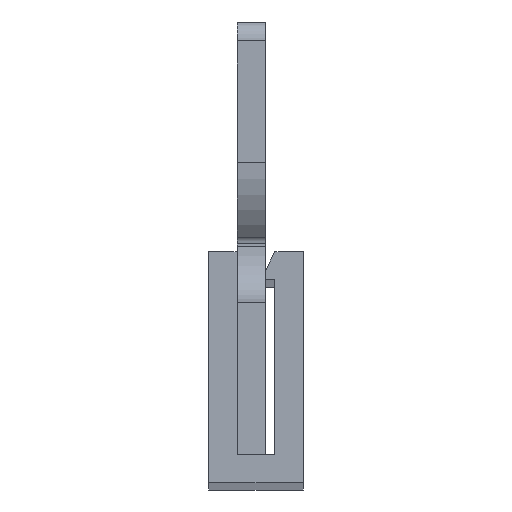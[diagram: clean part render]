
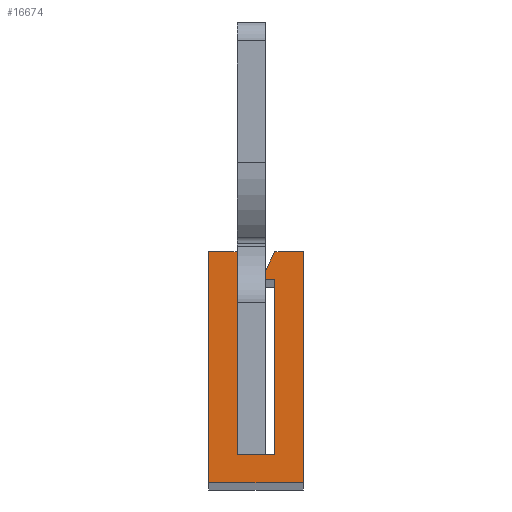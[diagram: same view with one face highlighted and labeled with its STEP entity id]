
A CAD part, top view. The second image highlights one B-rep face of the part: STEP entity #16674.
In plain terms, the highlighted planar face has unit normal (0, 0, 1).
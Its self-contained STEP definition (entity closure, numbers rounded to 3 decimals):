
#15085=DIRECTION('',(-1.,0.,0.));
#15086=VECTOR('',#15085,5.);
#15087=CARTESIAN_POINT('',(5.,0.,0.));
#15088=LINE('',#15087,#15086);
#15092=DIRECTION('',(0.,1.,0.));
#15093=VECTOR('',#15092,12.2);
#15094=CARTESIAN_POINT('',(0.,0.,0.));
#15095=LINE('',#15094,#15093);
#15099=DIRECTION('',(1.,0.,0.));
#15100=VECTOR('',#15099,1.5);
#15101=CARTESIAN_POINT('',(0.,12.2,0.));
#15102=LINE('',#15101,#15100);
#15106=DIRECTION('',(0.,-1.,0.));
#15107=VECTOR('',#15106,10.7);
#15108=CARTESIAN_POINT('',(1.5,12.2,0.));
#15109=LINE('',#15108,#15107);
#15113=DIRECTION('',(1.,0.,0.));
#15114=VECTOR('',#15113,2.);
#15115=CARTESIAN_POINT('',(1.5,1.5,0.));
#15116=LINE('',#15115,#15114);
#15120=DIRECTION('',(0.,1.,0.));
#15121=VECTOR('',#15120,9.2);
#15122=CARTESIAN_POINT('',(3.5,1.5,0.));
#15123=LINE('',#15122,#15121);
#15127=DIRECTION('',(-1.,0.,0.));
#15128=VECTOR('',#15127,0.5);
#15129=CARTESIAN_POINT('',(3.5,10.7,0.));
#15130=LINE('',#15129,#15128);
#15134=DIRECTION('',(0.,1.,0.));
#15135=VECTOR('',#15134,0.5);
#15136=CARTESIAN_POINT('',(3.,10.7,0.));
#15137=LINE('',#15136,#15135);
#15141=DIRECTION('',(0.447,0.894,0.));
#15142=VECTOR('',#15141,1.118);
#15143=CARTESIAN_POINT('',(3.,11.2,0.));
#15144=LINE('',#15143,#15142);
#15148=DIRECTION('',(1.,0.,0.));
#15149=VECTOR('',#15148,1.5);
#15150=CARTESIAN_POINT('',(3.5,12.2,0.));
#15151=LINE('',#15150,#15149);
#15155=DIRECTION('',(0.,-1.,0.));
#15156=VECTOR('',#15155,12.2);
#15157=CARTESIAN_POINT('',(5.,12.2,0.));
#15158=LINE('',#15157,#15156);
#16373=CARTESIAN_POINT('',(5.,0.,0.));
#16374=CARTESIAN_POINT('',(0.,0.,0.));
#16375=VERTEX_POINT('',#16373);
#16376=VERTEX_POINT('',#16374);
#16377=CARTESIAN_POINT('',(0.,12.2,0.));
#16378=VERTEX_POINT('',#16377);
#16379=CARTESIAN_POINT('',(1.5,12.2,0.));
#16380=VERTEX_POINT('',#16379);
#16381=CARTESIAN_POINT('',(1.5,1.5,0.));
#16382=VERTEX_POINT('',#16381);
#16383=CARTESIAN_POINT('',(3.5,1.5,0.));
#16384=VERTEX_POINT('',#16383);
#16385=CARTESIAN_POINT('',(3.5,10.7,0.));
#16386=VERTEX_POINT('',#16385);
#16387=CARTESIAN_POINT('',(3.,10.7,0.));
#16388=VERTEX_POINT('',#16387);
#16389=CARTESIAN_POINT('',(3.,11.2,0.));
#16390=VERTEX_POINT('',#16389);
#16391=CARTESIAN_POINT('',(3.5,12.2,0.));
#16392=VERTEX_POINT('',#16391);
#16393=CARTESIAN_POINT('',(5.,12.2,0.));
#16394=VERTEX_POINT('',#16393);
#16646=CARTESIAN_POINT('',(2.499,6.058,0.));
#16647=DIRECTION('',(0.,0.,1.));
#16648=DIRECTION('',(1.,0.,0.));
#16649=AXIS2_PLACEMENT_3D('',#16646,#16647,#16648);
#16650=PLANE('',#16649);
#16651=ORIENTED_EDGE('',*,*,#16629,.T.);
#16653=ORIENTED_EDGE('',*,*,#16652,.T.);
#16655=ORIENTED_EDGE('',*,*,#16654,.T.);
#16657=ORIENTED_EDGE('',*,*,#16656,.T.);
#16659=ORIENTED_EDGE('',*,*,#16658,.T.);
#16661=ORIENTED_EDGE('',*,*,#16660,.T.);
#16663=ORIENTED_EDGE('',*,*,#16662,.T.);
#16665=ORIENTED_EDGE('',*,*,#16664,.T.);
#16667=ORIENTED_EDGE('',*,*,#16666,.T.);
#16669=ORIENTED_EDGE('',*,*,#16668,.T.);
#16671=ORIENTED_EDGE('',*,*,#16670,.T.);
#16672=EDGE_LOOP('',(#16651,#16653,#16655,#16657,#16659,#16661,#16663,#16665,
#16667,#16669,#16671));
#16673=FACE_OUTER_BOUND('',#16672,.F.);
#16629=EDGE_CURVE('',#16375,#16376,#15088,.T.);
#16652=EDGE_CURVE('',#16376,#16378,#15095,.T.);
#16654=EDGE_CURVE('',#16378,#16380,#15102,.T.);
#16656=EDGE_CURVE('',#16380,#16382,#15109,.T.);
#16658=EDGE_CURVE('',#16382,#16384,#15116,.T.);
#16660=EDGE_CURVE('',#16384,#16386,#15123,.T.);
#16662=EDGE_CURVE('',#16386,#16388,#15130,.T.);
#16664=EDGE_CURVE('',#16388,#16390,#15137,.T.);
#16666=EDGE_CURVE('',#16390,#16392,#15144,.T.);
#16668=EDGE_CURVE('',#16392,#16394,#15151,.T.);
#16670=EDGE_CURVE('',#16394,#16375,#15158,.T.);
#16674=ADVANCED_FACE('',(#16673),#16650,.T.);
